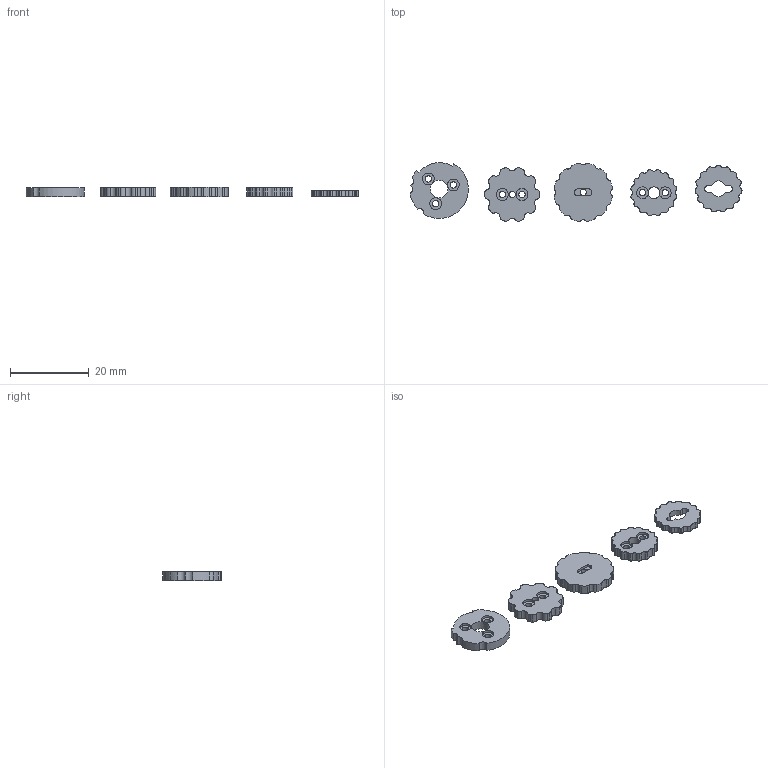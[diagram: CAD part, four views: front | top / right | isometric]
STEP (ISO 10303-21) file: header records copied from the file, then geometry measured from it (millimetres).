
FILE_DESCRIPTION(/* description */ (''),/* implementation_level */ '2;1');
FILE_NAME(/* name */ 'Clickers-separated.step',/* time_stamp */ '2025-06-29T13:03:24+03:00',/* author */ (''),/* organization */ (''),/* preprocessor_version */ 'ST-DEVELOPER v20.1',/* originating_system */ 'Autodesk Translation Framework v14.4.0.0',/* authorisation */ '');
FILE_SCHEMA (('AUTOMOTIVE_DESIGN { 1 0 10303 214 3 1 1 }'));
Length unit declared in the file: millimetre
Products named in the file (1): Clickers
Bounding box: 84.52 x 14.97 x 2.3 mm (x, y, z)
Volume: 1327.6 mm3; surface area: 1934.3 mm2
Topology: 5 solids, 5 shells, 254 faces, 714 edges, 476 vertices
Faces by surface type: cylinder 228, plane 26
Full cylindrical faces by diameter (mm): 1.6 x9, 3 x6, 4.5 x1
Entity records: 8555 total; most frequent: DIRECTION 1684, CARTESIAN_POINT 1445, ORIENTED_EDGE 1428, AXIS2_PLACEMENT_3D 715, EDGE_CURVE 714, VERTEX_POINT 476, CIRCLE 460, EDGE_LOOP 284
